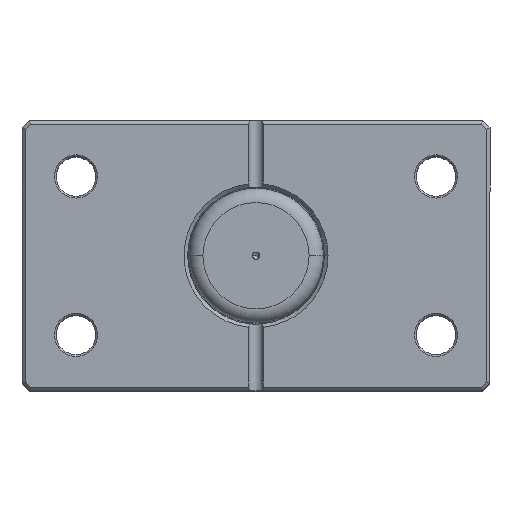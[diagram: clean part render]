
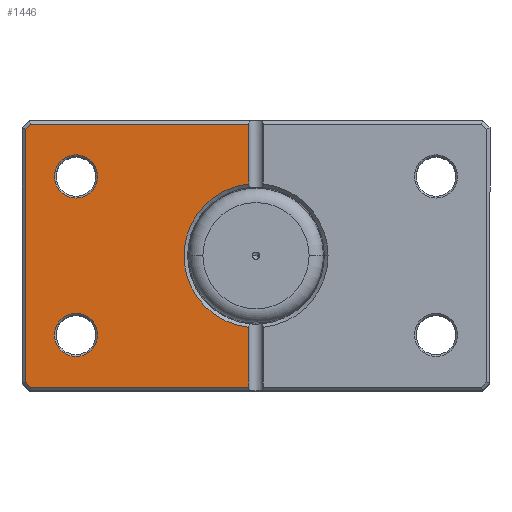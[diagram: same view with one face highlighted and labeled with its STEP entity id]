
A CAD part, top view. The second image highlights one B-rep face of the part: STEP entity #1446.
In plain terms, the highlighted face is planar.
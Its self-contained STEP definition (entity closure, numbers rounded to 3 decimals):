
#242 = CARTESIAN_POINT ( 'NONE',  ( 2., 19.9, 0. ) ) ;
#280 = DIRECTION ( 'NONE',  ( 0., 1., 0. ) ) ;
#460 = VERTEX_POINT ( 'NONE', #4727 ) ;
#493 = DIRECTION ( 'NONE',  ( 0., -1., 0. ) ) ;
#538 = AXIS2_PLACEMENT_3D ( 'NONE', #4504, #1483, #5015 ) ;
#577 = LINE ( 'NONE', #2549, #5750 ) ;
#589 = FACE_BOUND ( 'NONE', #828, .T. ) ;
#682 = EDGE_CURVE ( 'NONE', #3266, #460, #4280, .T. ) ;
#736 = FACE_OUTER_BOUND ( 'NONE', #4312, .T. ) ;
#760 = PLANE ( 'NONE',  #6369 ) ;
#773 = CARTESIAN_POINT ( 'NONE',  ( 62.586, -36.5, 0. ) ) ;
#782 = EDGE_CURVE ( 'NONE', #2679, #4088, #2654, .T. ) ;
#828 = EDGE_LOOP ( 'NONE', ( #5536, #3995 ) ) ;
#991 = VERTEX_POINT ( 'NONE', #1567 ) ;
#1035 = EDGE_CURVE ( 'NONE', #460, #3266, #2382, .T. ) ;
#1118 = EDGE_CURVE ( 'NONE', #5267, #2015, #577, .T. ) ;
#1130 = CARTESIAN_POINT ( 'NONE',  ( 50., 22., 0. ) ) ;
#1215 = CARTESIAN_POINT ( 'NONE',  ( 50., 22., 0. ) ) ;
#1232 = CARTESIAN_POINT ( 'NONE',  ( 64., -35.086, 0. ) ) ;
#1324 = CARTESIAN_POINT ( 'NONE',  ( 64., 35.086, 0. ) ) ;
#1429 = CARTESIAN_POINT ( 'NONE',  ( 56., -22., 0. ) ) ;
#1442 = VERTEX_POINT ( 'NONE', #242 ) ;
#1446 = ADVANCED_FACE ( 'NONE', ( #4608, #589, #736 ), #760, .F. ) ;
#1483 = DIRECTION ( 'NONE',  ( 0., 0., 1. ) ) ;
#1567 = CARTESIAN_POINT ( 'NONE',  ( 44., -22., 0. ) ) ;
#1637 = DIRECTION ( 'NONE',  ( 1., 0., 0. ) ) ;
#1725 = DIRECTION ( 'NONE',  ( 1., 0., 0. ) ) ;
#1768 = CARTESIAN_POINT ( 'NONE',  ( 0., 0., 0. ) ) ;
#1793 = ORIENTED_EDGE ( 'NONE', *, *, #782, .T. ) ;
#1799 = LINE ( 'NONE', #2820, #3317 ) ;
#1807 = VECTOR ( 'NONE', #5774, 1000. ) ;
#1929 = VECTOR ( 'NONE', #2792, 1000. ) ;
#2015 = VERTEX_POINT ( 'NONE', #1324 ) ;
#2277 = DIRECTION ( 'NONE',  ( 1., 0., 0. ) ) ;
#2281 = CARTESIAN_POINT ( 'NONE',  ( 2., 37.5, 0. ) ) ;
#2382 = CIRCLE ( 'NONE', #5638, 6. ) ;
#2465 = CARTESIAN_POINT ( 'NONE',  ( 62.586, 36.5, 0. ) ) ;
#2478 = VECTOR ( 'NONE', #6345, 1000. ) ;
#2549 = CARTESIAN_POINT ( 'NONE',  ( 49.543, 49.543, 0. ) ) ;
#2577 = DIRECTION ( 'NONE',  ( 0., 0., 1. ) ) ;
#2648 = EDGE_CURVE ( 'NONE', #3824, #5267, #5228, .T. ) ;
#2654 = LINE ( 'NONE', #5843, #2478 ) ;
#2679 = VERTEX_POINT ( 'NONE', #1232 ) ;
#2734 = CARTESIAN_POINT ( 'NONE',  ( 0., 36.5, 0. ) ) ;
#2750 = CARTESIAN_POINT ( 'NONE',  ( 56., 22., 0. ) ) ;
#2774 = CARTESIAN_POINT ( 'NONE',  ( 0., -36.5, 0. ) ) ;
#2792 = DIRECTION ( 'NONE',  ( -1., 0., 0. ) ) ;
#2820 = CARTESIAN_POINT ( 'NONE',  ( 2., 37.5, 0. ) ) ;
#3056 = DIRECTION ( 'NONE',  ( 0.707, -0.707, 0. ) ) ;
#3089 = CARTESIAN_POINT ( 'NONE',  ( 2., 36.5, 0. ) ) ;
#3219 = AXIS2_PLACEMENT_3D ( 'NONE', #1768, #5276, #2277 ) ;
#3266 = VERTEX_POINT ( 'NONE', #2750 ) ;
#3282 = LINE ( 'NONE', #2774, #1929 ) ;
#3294 = VECTOR ( 'NONE', #493, 1000. ) ;
#3317 = VECTOR ( 'NONE', #280, 1000. ) ;
#3327 = ORIENTED_EDGE ( 'NONE', *, *, #2648, .T. ) ;
#3416 = AXIS2_PLACEMENT_3D ( 'NONE', #1215, #4759, #1725 ) ;
#3431 = EDGE_LOOP ( 'NONE', ( #5033, #3969 ) ) ;
#3528 = CARTESIAN_POINT ( 'NONE',  ( 64., 0., 0. ) ) ;
#3550 = CIRCLE ( 'NONE', #538, 6. ) ;
#3599 = ORIENTED_EDGE ( 'NONE', *, *, #1118, .T. ) ;
#3735 = EDGE_CURVE ( 'NONE', #2015, #2679, #5917, .T. ) ;
#3793 = ORIENTED_EDGE ( 'NONE', *, *, #6052, .T. ) ;
#3815 = EDGE_CURVE ( 'NONE', #991, #4443, #4297, .T. ) ;
#3824 = VERTEX_POINT ( 'NONE', #3089 ) ;
#3830 = CARTESIAN_POINT ( 'NONE',  ( 2., -36.5, 0. ) ) ;
#3866 = DIRECTION ( 'NONE',  ( 1., 0., 0. ) ) ;
#3904 = ORIENTED_EDGE ( 'NONE', *, *, #4728, .T. ) ;
#3969 = ORIENTED_EDGE ( 'NONE', *, *, #6299, .T. ) ;
#3995 = ORIENTED_EDGE ( 'NONE', *, *, #682, .T. ) ;
#4088 = VERTEX_POINT ( 'NONE', #773 ) ;
#4222 = DIRECTION ( 'NONE',  ( 1., 0., 0. ) ) ;
#4280 = CIRCLE ( 'NONE', #3416, 6. ) ;
#4286 = CARTESIAN_POINT ( 'NONE',  ( 0., 0., 0. ) ) ;
#4297 = CIRCLE ( 'NONE', #5356, 6. ) ;
#4312 = EDGE_LOOP ( 'NONE', ( #3793, #5796, #5883, #3327, #3599, #5778, #1793, #3904 ) ) ;
#4353 = VERTEX_POINT ( 'NONE', #3830 ) ;
#4415 = VERTEX_POINT ( 'NONE', #5430 ) ;
#4443 = VERTEX_POINT ( 'NONE', #1429 ) ;
#4504 = CARTESIAN_POINT ( 'NONE',  ( 50., -22., 0. ) ) ;
#4566 = DIRECTION ( 'NONE',  ( 0., 0., 1. ) ) ;
#4608 = FACE_BOUND ( 'NONE', #3431, .T. ) ;
#4665 = DIRECTION ( 'NONE',  ( 0., 0., 1. ) ) ;
#4715 = EDGE_CURVE ( 'NONE', #4415, #1442, #6227, .T. ) ;
#4727 = CARTESIAN_POINT ( 'NONE',  ( 44., 22., 0. ) ) ;
#4728 = EDGE_CURVE ( 'NONE', #4088, #4353, #3282, .T. ) ;
#4759 = DIRECTION ( 'NONE',  ( 0., 0., 1. ) ) ;
#5015 = DIRECTION ( 'NONE',  ( 1., 0., 0. ) ) ;
#5033 = ORIENTED_EDGE ( 'NONE', *, *, #3815, .T. ) ;
#5228 = LINE ( 'NONE', #2734, #6376 ) ;
#5267 = VERTEX_POINT ( 'NONE', #2465 ) ;
#5276 = DIRECTION ( 'NONE',  ( 0., 0., 1. ) ) ;
#5356 = AXIS2_PLACEMENT_3D ( 'NONE', #5568, #2577, #6057 ) ;
#5430 = CARTESIAN_POINT ( 'NONE',  ( 2., -19.9, 0. ) ) ;
#5536 = ORIENTED_EDGE ( 'NONE', *, *, #1035, .T. ) ;
#5568 = CARTESIAN_POINT ( 'NONE',  ( 50., -22., 0. ) ) ;
#5638 = AXIS2_PLACEMENT_3D ( 'NONE', #1130, #4665, #1637 ) ;
#5661 = LINE ( 'NONE', #2281, #1807 ) ;
#5666 = EDGE_CURVE ( 'NONE', #1442, #3824, #5661, .T. ) ;
#5750 = VECTOR ( 'NONE', #3056, 1000. ) ;
#5774 = DIRECTION ( 'NONE',  ( 0., 1., 0. ) ) ;
#5778 = ORIENTED_EDGE ( 'NONE', *, *, #3735, .T. ) ;
#5796 = ORIENTED_EDGE ( 'NONE', *, *, #4715, .T. ) ;
#5843 = CARTESIAN_POINT ( 'NONE',  ( 49.543, -49.543, 0. ) ) ;
#5883 = ORIENTED_EDGE ( 'NONE', *, *, #5666, .T. ) ;
#5917 = LINE ( 'NONE', #3528, #3294 ) ;
#6052 = EDGE_CURVE ( 'NONE', #4353, #4415, #1799, .T. ) ;
#6057 = DIRECTION ( 'NONE',  ( 1., 0., 0. ) ) ;
#6227 = CIRCLE ( 'NONE', #3219, 20. ) ;
#6299 = EDGE_CURVE ( 'NONE', #4443, #991, #3550, .T. ) ;
#6345 = DIRECTION ( 'NONE',  ( -0.707, -0.707, 0. ) ) ;
#6369 = AXIS2_PLACEMENT_3D ( 'NONE', #4286, #4566, #3866 ) ;
#6376 = VECTOR ( 'NONE', #4222, 1000. ) ;
